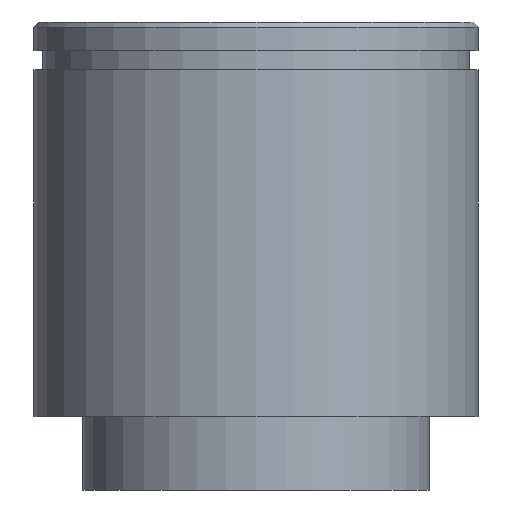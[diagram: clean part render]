
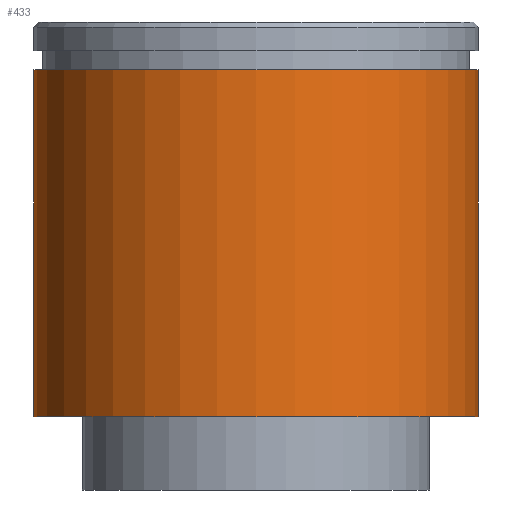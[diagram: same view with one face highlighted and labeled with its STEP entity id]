
A CAD part, front view. The second image highlights one B-rep face of the part: STEP entity #433.
In plain terms, the highlighted cylindrical face has radius 13 mm (diameter 26 mm), a partial arc.
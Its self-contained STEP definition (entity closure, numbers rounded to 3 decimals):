
#35 = LINE ( 'NONE', #301, #327 ) ;
#44 = EDGE_LOOP ( 'NONE', ( #46, #597, #245, #203 ) ) ;
#46 = ORIENTED_EDGE ( 'NONE', *, *, #325, .F. ) ;
#54 = CARTESIAN_POINT ( 'NONE',  ( 0., 0., 0. ) ) ;
#56 = DIRECTION ( 'NONE',  ( 0., 0., 1. ) ) ;
#68 = DIRECTION ( 'NONE',  ( 0., 0., 1. ) ) ;
#79 = EDGE_CURVE ( 'NONE', #303, #342, #264, .T. ) ;
#89 = CYLINDRICAL_SURFACE ( 'NONE', #331, 13. ) ;
#93 = VERTEX_POINT ( 'NONE', #614 ) ;
#127 = CIRCLE ( 'NONE', #359, 13. ) ;
#148 = EDGE_CURVE ( 'NONE', #93, #183, #127, .T. ) ;
#179 = CARTESIAN_POINT ( 'NONE',  ( 0., 0., 23.81 ) ) ;
#183 = VERTEX_POINT ( 'NONE', #371 ) ;
#203 = ORIENTED_EDGE ( 'NONE', *, *, #148, .F. ) ;
#226 = DIRECTION ( 'NONE',  ( 1., 0., 0. ) ) ;
#245 = ORIENTED_EDGE ( 'NONE', *, *, #516, .T. ) ;
#264 = CIRCLE ( 'NONE', #441, 13. ) ;
#295 = CARTESIAN_POINT ( 'NONE',  ( -13., 0., 0. ) ) ;
#301 = CARTESIAN_POINT ( 'NONE',  ( 13., 0., 0. ) ) ;
#303 = VERTEX_POINT ( 'NONE', #593 ) ;
#325 = EDGE_CURVE ( 'NONE', #303, #93, #512, .T. ) ;
#327 = VECTOR ( 'NONE', #68, 1000. ) ;
#331 = AXIS2_PLACEMENT_3D ( 'NONE', #54, #56, #338 ) ;
#338 = DIRECTION ( 'NONE',  ( 1., 0., 0. ) ) ;
#342 = VERTEX_POINT ( 'NONE', #591 ) ;
#346 = DIRECTION ( 'NONE',  ( 0., 0., 1. ) ) ;
#353 = FACE_OUTER_BOUND ( 'NONE', #44, .T. ) ;
#359 = AXIS2_PLACEMENT_3D ( 'NONE', #179, #365, #402 ) ;
#365 = DIRECTION ( 'NONE',  ( 0., 0., 1. ) ) ;
#371 = CARTESIAN_POINT ( 'NONE',  ( 13., 0., 23.81 ) ) ;
#402 = DIRECTION ( 'NONE',  ( 1., 0., 0. ) ) ;
#433 = ADVANCED_FACE ( 'NONE', ( #353 ), #89, .T. ) ;
#441 = AXIS2_PLACEMENT_3D ( 'NONE', #562, #570, #226 ) ;
#465 = VECTOR ( 'NONE', #346, 1000. ) ;
#512 = LINE ( 'NONE', #295, #465 ) ;
#516 = EDGE_CURVE ( 'NONE', #342, #183, #35, .T. ) ;
#562 = CARTESIAN_POINT ( 'NONE',  ( 0., 0., 3.5 ) ) ;
#570 = DIRECTION ( 'NONE',  ( 0., 0., 1. ) ) ;
#591 = CARTESIAN_POINT ( 'NONE',  ( 13., 0., 3.5 ) ) ;
#593 = CARTESIAN_POINT ( 'NONE',  ( -13., 0., 3.5 ) ) ;
#597 = ORIENTED_EDGE ( 'NONE', *, *, #79, .T. ) ;
#614 = CARTESIAN_POINT ( 'NONE',  ( -13., 0., 23.81 ) ) ;
